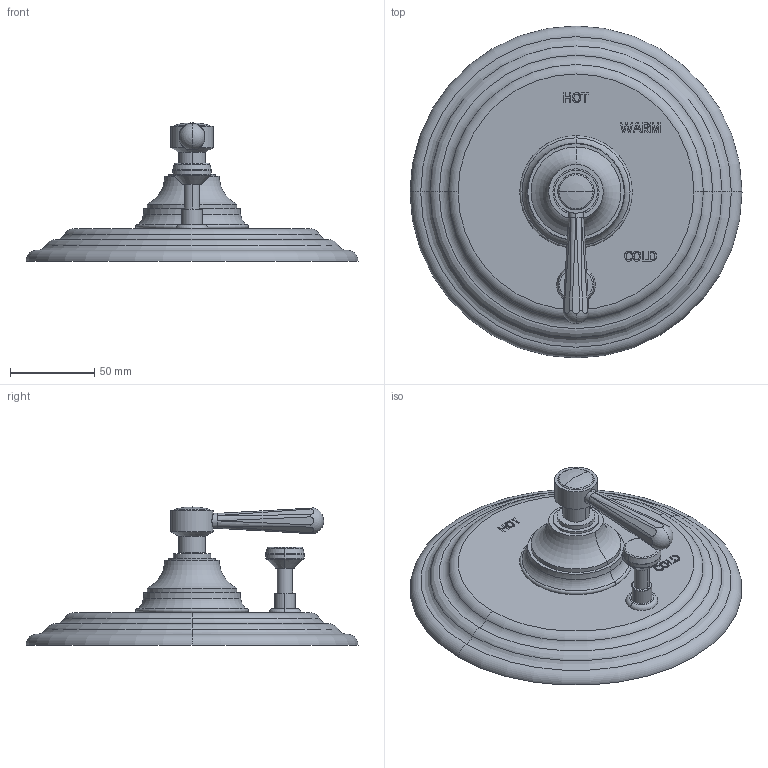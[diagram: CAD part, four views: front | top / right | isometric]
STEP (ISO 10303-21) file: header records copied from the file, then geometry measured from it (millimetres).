
FILE_DESCRIPTION((''),'2;1');
FILE_NAME('5-1662BP','2021-06-08T10:32:39',('jinson.thomas'),(''),'CREO PARAMETRIC BY PTC INC, 2018400','CREO PARAMETRIC BY PTC INC, 2018400','');
FILE_SCHEMA(('CONFIG_CONTROL_DESIGN'));
Length unit declared in the file: inch
Products named in the file (1): 5-1662BP
Bounding box: 196.85 x 196.85 x 81.89 mm (x, y, z)
Volume: 538721.9 mm3; surface area: 76708 mm2
Topology: 1 solids, 1 shells, 255 faces, 634 edges, 406 vertices
Faces by surface type: plane 119, extrusion 64, torus 30, cylinder 24, bspline 8, cone 6, sphere 4
Entity records: 8180 total; most frequent: CARTESIAN_POINT 2289, ORIENTED_EDGE 1260, DIRECTION 1044, EDGE_CURVE 630, VECTOR 418, VERTEX_POINT 406, LINE 354, AXIS2_PLACEMENT_3D 313
